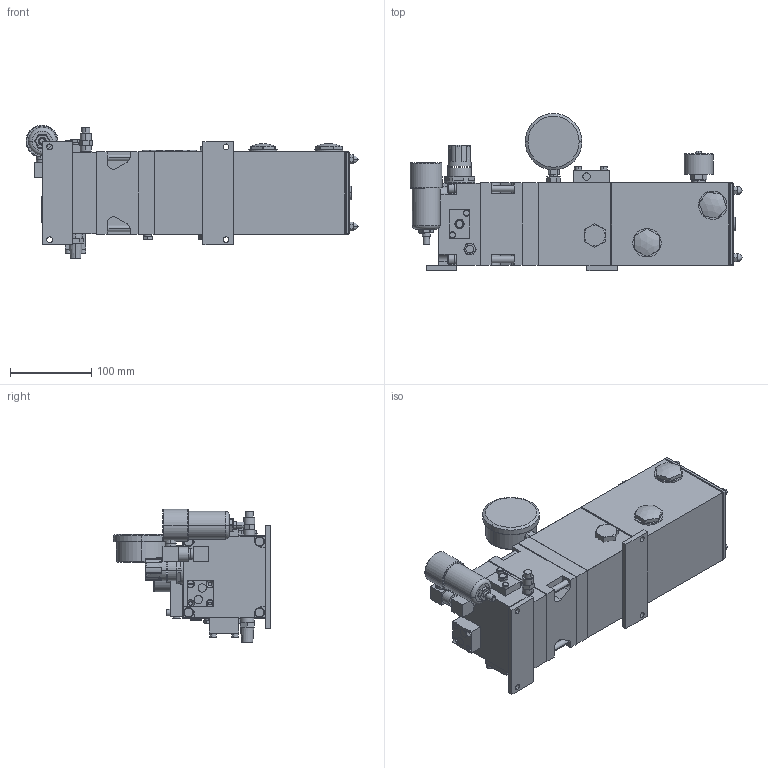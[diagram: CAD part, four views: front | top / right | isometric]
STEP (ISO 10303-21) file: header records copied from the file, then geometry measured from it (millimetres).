
FILE_DESCRIPTION((''),'2;1');
FILE_NAME('ILC55205600','2023-03-16T14:28:01',('rkuestersteffen'),(''),'CREO PARAMETRIC BY PTC INC, 2021164','CREO PARAMETRIC BY PTC INC, 2021164','');
FILE_SCHEMA(('AUTOMOTIVE_DESIGN { 1 0 10303 214 1 1 1 1 }'));
Length unit declared in the file: inch
Products named in the file (1): ILC55205600
Bounding box: 408.72 x 193.29 x 164.26 mm (x, y, z)
Volume: 982084.6 mm3; surface area: 375656.1 mm2
Topology: 5 solids, 94 shells, 689 faces, 1751 edges, 1135 vertices
Faces by surface type: plane 376, cylinder 169, cone 92, torus 33, bspline 14, sphere 5
Entity records: 25800 total; most frequent: CARTESIAN_POINT 5652, DIRECTION 3563, ORIENTED_EDGE 3063, EDGE_CURVE 1751, AXIS2_PLACEMENT_3D 1315, VERTEX_POINT 1135, VECTOR 930, LINE 930
